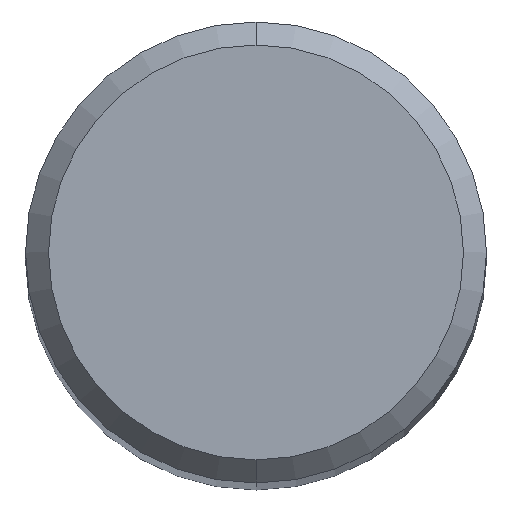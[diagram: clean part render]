
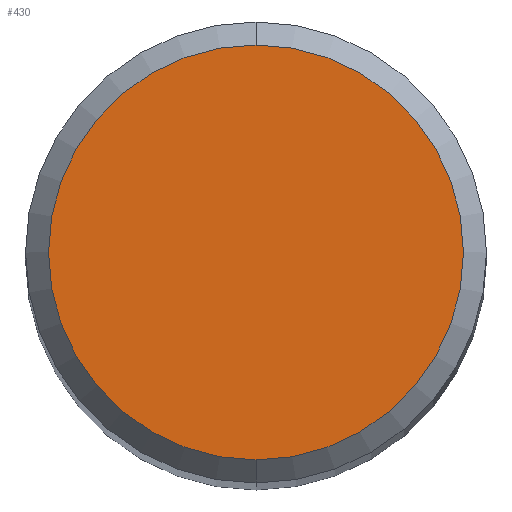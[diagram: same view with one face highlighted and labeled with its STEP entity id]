
A CAD part, top view. The second image highlights one B-rep face of the part: STEP entity #430.
In plain terms, the highlighted planar face has unit normal (0, 0, 1).
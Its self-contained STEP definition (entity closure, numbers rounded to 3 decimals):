
#170=VERTEX_POINT('',#455);
#178=VERTEX_POINT('',#464);
#216=EDGE_CURVE('',#178,#170,#506,.T.);
#298=EDGE_CURVE('',#170,#178,#602,.T.);
#430=ADVANCED_FACE('',(#742),#743,.T.);
#455=CARTESIAN_POINT('',(0.0,5.4,0.0));
#464=CARTESIAN_POINT('',(0.,-5.4,0.0));
#506=CIRCLE('',#915,5.4);
#602=CIRCLE('',#1095,5.4);
#742=FACE_OUTER_BOUND('',#1415,.T.);
#743=PLANE('',#1416);
#915=AXIS2_PLACEMENT_3D('',#1467,#1468,#1469);
#1095=AXIS2_PLACEMENT_3D('',#1621,#1622,#1623);
#1415=EDGE_LOOP('',(#1739,#1740));
#1416=AXIS2_PLACEMENT_3D('',#1741,#1742,#1743);
#1467=CARTESIAN_POINT('',(0.0,0.0,0.0));
#1468=DIRECTION('',(0.0,0.0,-1.0));
#1469=DIRECTION('',(0.0,1.0,0.0));
#1621=CARTESIAN_POINT('',(0.0,0.0,0.0));
#1622=DIRECTION('',(0.0,0.0,-1.0));
#1623=DIRECTION('',(0.0,1.0,0.0));
#1739=ORIENTED_EDGE('',*,*,#298,.F.);
#1740=ORIENTED_EDGE('',*,*,#216,.F.);
#1741=CARTESIAN_POINT('',(0.0,2.7,0.0));
#1742=DIRECTION('',(-0.0,0.0,1.0));
#1743=DIRECTION('',(0.0,-1.0,0.0));
